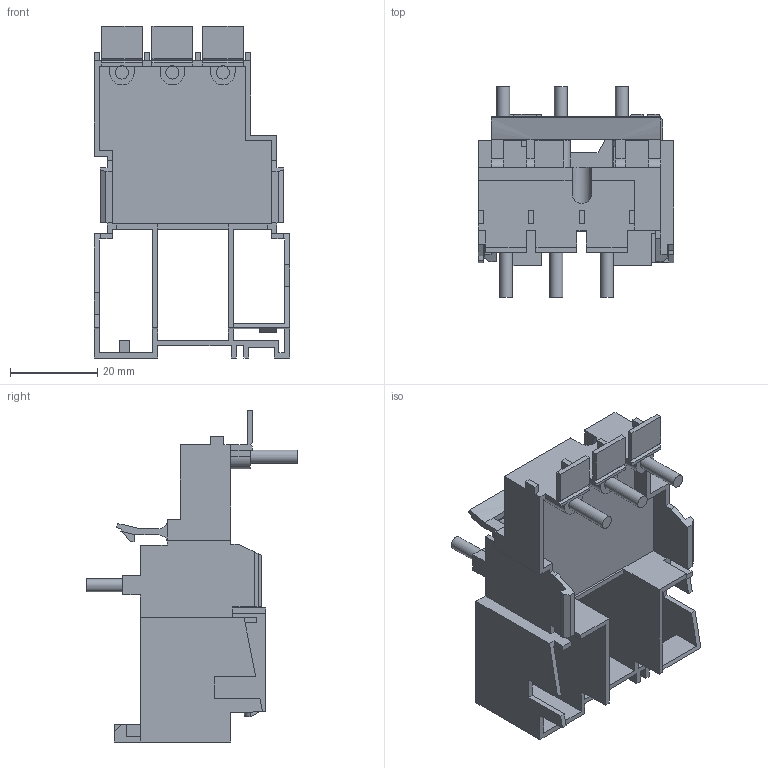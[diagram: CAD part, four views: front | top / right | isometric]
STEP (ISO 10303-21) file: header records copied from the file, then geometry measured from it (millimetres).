
FILE_DESCRIPTION( ( 'STEP AP214' ), ' ' );
FILE_NAME( 'pkzm0_xdm32me.stp', '2017-10-26T07:03:11', ( '' ), ( '' ), ' ', 'PARTsolutions', ' ' );
FILE_SCHEMA( ( 'AUTOMOTIVE_DESIGN { 1 0 10303 214 1 1 1 1 }' ) );
Length unit declared in the file: millimetre
Products named in the file (1): _190312
Bounding box: 45 x 48.5 x 76.3 mm (x, y, z)
Volume: 22711.7 mm3; surface area: 19586.6 mm2
Topology: 1 solids, 1 shells, 303 faces, 900 edges, 600 vertices
Faces by surface type: plane 273, cylinder 30
Full cylindrical faces by diameter (mm): 3 x6
Entity records: 12428 total; most frequent: CARTESIAN_POINT 1792, ORIENTED_EDGE 1782, DIRECTION 1582, EDGE_CURVE 891, LINE 808, VECTOR 808, VERTEX_POINT 597, AXIS2_PLACEMENT_3D 387
